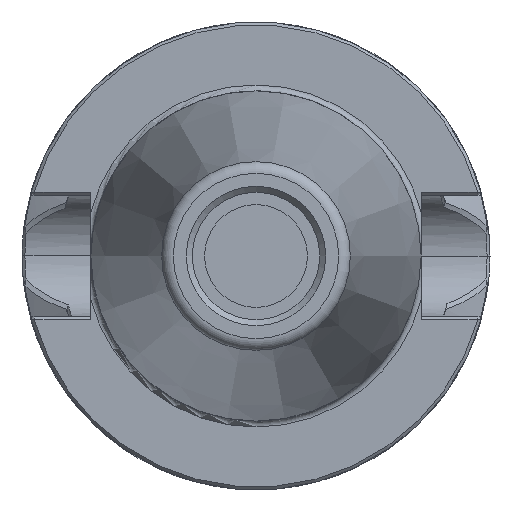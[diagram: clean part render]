
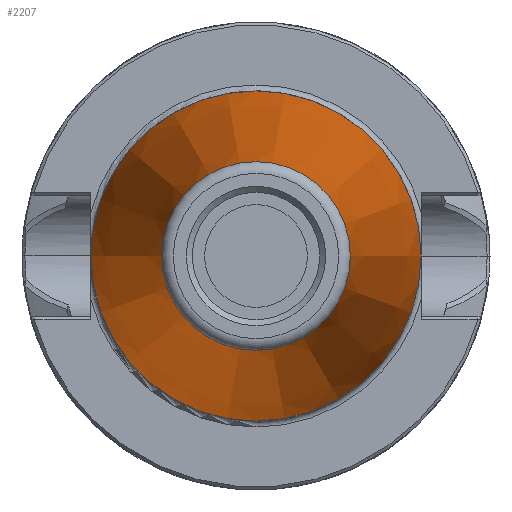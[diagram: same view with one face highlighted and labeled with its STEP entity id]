
A CAD part, left-side view. The second image highlights one B-rep face of the part: STEP entity #2207.
In plain terms, the highlighted conical face has half-angle 8.445 degrees and reference radius 17.363 mm.
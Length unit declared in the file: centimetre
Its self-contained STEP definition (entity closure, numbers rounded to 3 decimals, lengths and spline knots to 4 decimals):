
#32=CONICAL_SURFACE('',#2363,1.7363,8.445);
#58=FACE_BOUND('',#488,.T.);
#93=CIRCLE('',#2355,2.2225);
#96=CIRCLE('',#2362,1.2701);
#344=FACE_OUTER_BOUND('',#487,.T.);
#487=EDGE_LOOP('',(#1610));
#488=EDGE_LOOP('',(#1611));
#895=VERTEX_POINT('',#3757);
#898=VERTEX_POINT('',#3767);
#1156=EDGE_CURVE('',#895,#895,#93,.T.);
#1159=EDGE_CURVE('',#898,#898,#96,.T.);
#1610=ORIENTED_EDGE('',*,*,#1156,.T.);
#1611=ORIENTED_EDGE('',*,*,#1159,.F.);
#2207=ADVANCED_FACE('',(#344,#58),#32,.T.);
#2355=AXIS2_PLACEMENT_3D('',#3758,#2671,#2672);
#2362=AXIS2_PLACEMENT_3D('',#3768,#2685,#2686);
#2363=AXIS2_PLACEMENT_3D('',#3769,#2687,#2688);
#2671=DIRECTION('center_axis',(-1.,0.,0.));
#2672=DIRECTION('ref_axis',(0.,0.,1.));
#2685=DIRECTION('center_axis',(-1.,0.,0.));
#2686=DIRECTION('ref_axis',(0.,1.,0.));
#2687=DIRECTION('center_axis',(1.,0.,0.));
#2688=DIRECTION('ref_axis',(0.,-1.,0.));
#3757=CARTESIAN_POINT('',(1.5648,-2.4999,0.0159));
#3758=CARTESIAN_POINT('Origin',(1.5648,-0.2774,0.0159));
#3767=CARTESIAN_POINT('',(-4.8498,-1.5475,0.0159));
#3768=CARTESIAN_POINT('Origin',(-4.8498,-0.2774,0.0159));
#3769=CARTESIAN_POINT('Origin',(-1.7102,-0.2774,0.0159));
